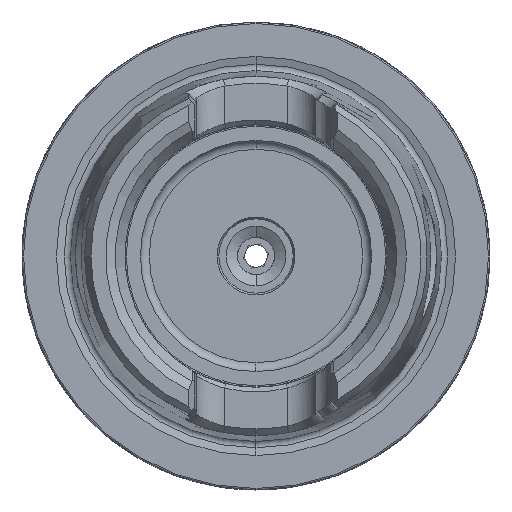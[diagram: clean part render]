
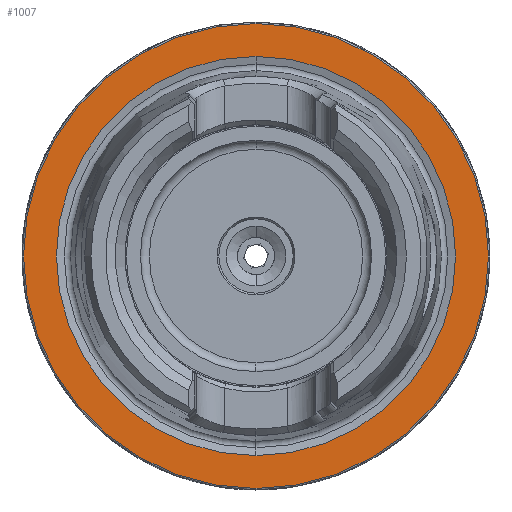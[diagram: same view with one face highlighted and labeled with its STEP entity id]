
A CAD part, left-side view. The second image highlights one B-rep face of the part: STEP entity #1007.
In plain terms, the highlighted planar face has unit normal (-1, 0, 0).
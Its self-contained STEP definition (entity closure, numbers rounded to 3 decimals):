
#533 = CARTESIAN_POINT ( 'NONE',  ( 0., 31.275, 0. ) ) ;
#539 = PLANE ( 'NONE',  #8892 ) ;
#541 = DIRECTION ( 'NONE',  ( 1., 0., 0. ) ) ;
#542 = DIRECTION ( 'NONE',  ( 0., 0., -1. ) ) ;
#1007 = ADVANCED_FACE ( 'NONE', ( #9465, #9461 ), #539, .F. ) ;
#1219 = ORIENTED_EDGE ( 'NONE', *, *, #5311, .T. ) ;
#1220 = ORIENTED_EDGE ( 'NONE', *, *, #5249, .T. ) ;
#1221 = ORIENTED_EDGE ( 'NONE', *, *, #5246, .F. ) ;
#1222 = ORIENTED_EDGE ( 'NONE', *, *, #5312, .F. ) ;
#2606 = AXIS2_PLACEMENT_3D ( 'NONE', #3944, #3945, #3946 ) ;
#2608 = AXIS2_PLACEMENT_3D ( 'NONE', #3951, #3952, #3953 ) ;
#2640 = AXIS2_PLACEMENT_3D ( 'NONE', #4164, #4165, #4166 ) ;
#2641 = AXIS2_PLACEMENT_3D ( 'NONE', #4167, #4168, #4169 ) ;
#3944 = CARTESIAN_POINT ( 'NONE',  ( 0., 0., 0. ) ) ;
#3945 = DIRECTION ( 'NONE',  ( -1., 0., 0. ) ) ;
#3946 = DIRECTION ( 'NONE',  ( 0., 0., 1. ) ) ;
#3951 = CARTESIAN_POINT ( 'NONE',  ( 0., 0., 0. ) ) ;
#3952 = DIRECTION ( 'NONE',  ( -1., 0., 0. ) ) ;
#3953 = DIRECTION ( 'NONE',  ( 0., 0., 1. ) ) ;
#4164 = CARTESIAN_POINT ( 'NONE',  ( 0., 0., 0. ) ) ;
#4165 = DIRECTION ( 'NONE',  ( -1., 0., 0. ) ) ;
#4166 = DIRECTION ( 'NONE',  ( 0., 0., 1. ) ) ;
#4167 = CARTESIAN_POINT ( 'NONE',  ( 0., 0., 0. ) ) ;
#4168 = DIRECTION ( 'NONE',  ( -1., 0., 0. ) ) ;
#4169 = DIRECTION ( 'NONE',  ( 0., 0., 1. ) ) ;
#5246 = EDGE_CURVE ( 'NONE', #8436, #8481, #9979, .T. ) ;
#5249 = EDGE_CURVE ( 'NONE', #8482, #8480, #9985, .T. ) ;
#5311 = EDGE_CURVE ( 'NONE', #8480, #8482, #10029, .T. ) ;
#5312 = EDGE_CURVE ( 'NONE', #8481, #8436, #10032, .T. ) ;
#5535 = CARTESIAN_POINT ( 'NONE',  ( 0., 0., -26.85 ) ) ;
#5579 = CARTESIAN_POINT ( 'NONE',  ( 0., 0., -31.275 ) ) ;
#5580 = CARTESIAN_POINT ( 'NONE',  ( 0., 0., 26.85 ) ) ;
#5581 = CARTESIAN_POINT ( 'NONE',  ( 0., 0., 31.275 ) ) ;
#8436 = VERTEX_POINT ( 'NONE', #5535 ) ;
#8480 = VERTEX_POINT ( 'NONE', #5579 ) ;
#8481 = VERTEX_POINT ( 'NONE', #5580 ) ;
#8482 = VERTEX_POINT ( 'NONE', #5581 ) ;
#8892 = AXIS2_PLACEMENT_3D ( 'NONE', #533, #541, #542 ) ;
#9461 = FACE_OUTER_BOUND ( 'NONE', #10802, .T. ) ;
#9465 = FACE_BOUND ( 'NONE', #10801, .T. ) ;
#9979 = CIRCLE ( 'NONE', #2606, 26.85 ) ;
#9985 = CIRCLE ( 'NONE', #2608, 31.275 ) ;
#10029 = CIRCLE ( 'NONE', #2640, 31.275 ) ;
#10032 = CIRCLE ( 'NONE', #2641, 26.85 ) ;
#10801 = EDGE_LOOP ( 'NONE', ( #1222, #1221 ) ) ;
#10802 = EDGE_LOOP ( 'NONE', ( #1220, #1219 ) ) ;
